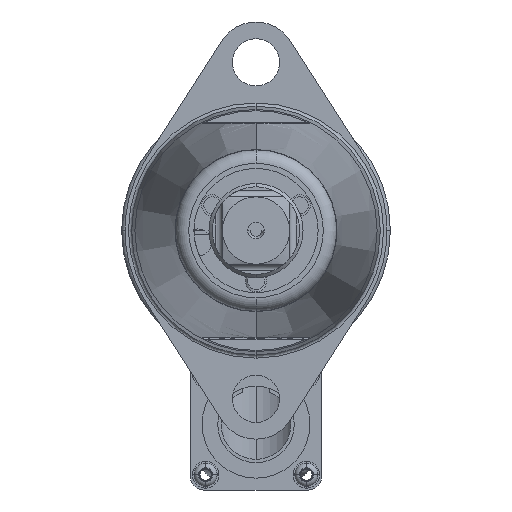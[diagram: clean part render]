
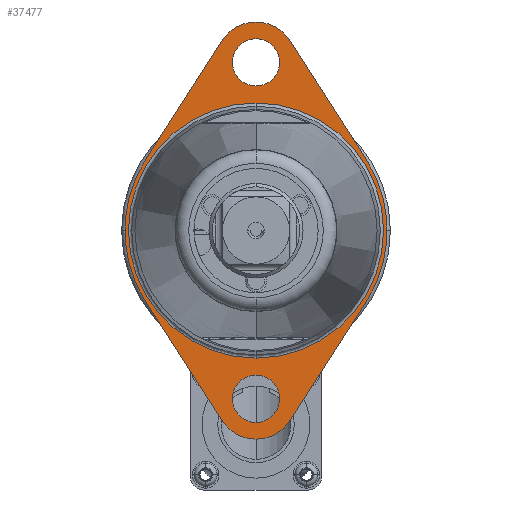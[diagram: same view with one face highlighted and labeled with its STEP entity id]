
A CAD part, left-side view. The second image highlights one B-rep face of the part: STEP entity #37477.
In plain terms, the highlighted planar face has unit normal (-1, 0, 0).
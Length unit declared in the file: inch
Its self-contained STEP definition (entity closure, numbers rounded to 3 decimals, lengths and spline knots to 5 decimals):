
#35615=CARTESIAN_POINT('',(-12.794,0.005,-1.5625));
#35616=DIRECTION('',(-1.,0.,0.));
#35617=DIRECTION('',(0.,0.842,-0.54));
#35618=AXIS2_PLACEMENT_3D('',#35615,#35616,#35617);
#35620=DIRECTION('',(0.,-0.54,-0.842));
#35621=VECTOR('',#35620,1.31494);
#35622=CARTESIAN_POINT('',(-12.794,1.03086,-0.65846));
#35623=LINE('',#35622,#35621);
#35624=CARTESIAN_POINT('',(-12.794,0.005,0.));
#35625=DIRECTION('',(-1.,0.,0.));
#35626=DIRECTION('',(0.,0.842,0.54));
#35627=AXIS2_PLACEMENT_3D('',#35624,#35625,#35626);
#35629=DIRECTION('',(0.,0.54,-0.842));
#35630=VECTOR('',#35629,1.31494);
#35631=CARTESIAN_POINT('',(-12.794,0.32059,1.76506));
#35632=LINE('',#35631,#35630);
#35633=CARTESIAN_POINT('',(-12.794,0.005,1.5625));
#35634=DIRECTION('',(-1.,0.,0.));
#35635=DIRECTION('',(0.,-0.842,0.54));
#35636=AXIS2_PLACEMENT_3D('',#35633,#35634,#35635);
#35638=DIRECTION('',(0.,0.54,0.842));
#35639=VECTOR('',#35638,1.31494);
#35640=CARTESIAN_POINT('',(-12.794,-1.02086,0.65846));
#35641=LINE('',#35640,#35639);
#35642=CARTESIAN_POINT('',(-12.794,0.005,0.));
#35643=DIRECTION('',(-1.,0.,0.));
#35644=DIRECTION('',(0.,-0.842,-0.54));
#35645=AXIS2_PLACEMENT_3D('',#35642,#35643,#35644);
#35647=DIRECTION('',(0.,-0.54,0.842));
#35648=VECTOR('',#35647,1.31494);
#35649=CARTESIAN_POINT('',(-12.794,-0.31059,-1.76506));
#35650=LINE('',#35649,#35648);
#35651=CARTESIAN_POINT('',(-12.794,0.005,-1.5625));
#35652=DIRECTION('',(-1.,0.,0.));
#35653=DIRECTION('',(0.,0.,1.));
#35654=AXIS2_PLACEMENT_3D('',#35651,#35652,#35653);
#35656=CARTESIAN_POINT('',(-12.794,0.005,-1.5625));
#35657=DIRECTION('',(-1.,0.,0.));
#35658=DIRECTION('',(0.,0.,-1.));
#35659=AXIS2_PLACEMENT_3D('',#35656,#35657,#35658);
#35661=CARTESIAN_POINT('',(-12.794,0.005,1.5625));
#35662=DIRECTION('',(-1.,0.,0.));
#35663=DIRECTION('',(0.,0.,1.));
#35664=AXIS2_PLACEMENT_3D('',#35661,#35662,#35663);
#35666=CARTESIAN_POINT('',(-12.794,0.005,1.5625));
#35667=DIRECTION('',(-1.,0.,0.));
#35668=DIRECTION('',(0.,0.,-1.));
#35669=AXIS2_PLACEMENT_3D('',#35666,#35667,#35668);
#35671=CARTESIAN_POINT('',(-12.794,0.005,0.));
#35672=DIRECTION('',(-1.,0.,0.));
#35673=DIRECTION('',(0.,0.,1.));
#35674=AXIS2_PLACEMENT_3D('',#35671,#35672,#35673);
#35686=CARTESIAN_POINT('',(-12.794,0.005,0.));
#35687=DIRECTION('',(-1.,0.,0.));
#35688=DIRECTION('',(0.,0.,-1.));
#35689=AXIS2_PLACEMENT_3D('',#35686,#35687,#35688);
#35776=CARTESIAN_POINT('',(-12.794,0.32059,-1.76506));
#35777=CARTESIAN_POINT('',(-12.794,-0.31059,-1.76506));
#35778=VERTEX_POINT('',#35776);
#35779=VERTEX_POINT('',#35777);
#35780=CARTESIAN_POINT('',(-12.794,-1.02086,-0.65846));
#35781=VERTEX_POINT('',#35780);
#35782=CARTESIAN_POINT('',(-12.794,-1.02086,0.65846));
#35783=VERTEX_POINT('',#35782);
#35784=CARTESIAN_POINT('',(-12.794,-0.31059,1.76506));
#35785=VERTEX_POINT('',#35784);
#35786=CARTESIAN_POINT('',(-12.794,0.32059,1.76506));
#35787=VERTEX_POINT('',#35786);
#35788=CARTESIAN_POINT('',(-12.794,1.03086,0.65846));
#35789=VERTEX_POINT('',#35788);
#35790=CARTESIAN_POINT('',(-12.794,1.03086,-0.65846));
#35791=VERTEX_POINT('',#35790);
#35792=CARTESIAN_POINT('',(-12.794,0.005,1.343));
#35793=CARTESIAN_POINT('',(-12.794,0.005,1.782));
#35794=VERTEX_POINT('',#35792);
#35795=VERTEX_POINT('',#35793);
#35796=CARTESIAN_POINT('',(-12.794,0.005,-1.343));
#35797=CARTESIAN_POINT('',(-12.794,0.005,-1.782));
#35798=VERTEX_POINT('',#35796);
#35799=VERTEX_POINT('',#35797);
#35816=CARTESIAN_POINT('',(-12.794,0.005,1.185));
#35817=CARTESIAN_POINT('',(-12.794,0.005,-1.185));
#35818=VERTEX_POINT('',#35816);
#35819=VERTEX_POINT('',#35817);
#37444=CARTESIAN_POINT('',(-12.794,0.005,0.));
#37445=DIRECTION('',(-1.,0.,0.));
#37446=DIRECTION('',(0.,1.,0.));
#37447=AXIS2_PLACEMENT_3D('',#37444,#37445,#37446);
#37448=PLANE('',#37447);
#37449=ORIENTED_EDGE('',*,*,#37340,.F.);
#37450=ORIENTED_EDGE('',*,*,#37355,.F.);
#37451=ORIENTED_EDGE('',*,*,#37369,.F.);
#37452=ORIENTED_EDGE('',*,*,#37383,.F.);
#37453=ORIENTED_EDGE('',*,*,#37397,.F.);
#37454=ORIENTED_EDGE('',*,*,#37411,.F.);
#37455=ORIENTED_EDGE('',*,*,#37425,.F.);
#37456=ORIENTED_EDGE('',*,*,#37438,.F.);
#37457=EDGE_LOOP('',(#37449,#37450,#37451,#37452,#37453,#37454,#37455,#37456));
#37458=FACE_OUTER_BOUND('',#37457,.F.);
#37460=ORIENTED_EDGE('',*,*,#37459,.T.);
#37462=ORIENTED_EDGE('',*,*,#37461,.T.);
#37463=EDGE_LOOP('',(#37460,#37462));
#37464=FACE_BOUND('',#37463,.F.);
#37466=ORIENTED_EDGE('',*,*,#37465,.T.);
#37468=ORIENTED_EDGE('',*,*,#37467,.T.);
#37469=EDGE_LOOP('',(#37466,#37468));
#37470=FACE_BOUND('',#37469,.F.);
#37472=ORIENTED_EDGE('',*,*,#37471,.T.);
#37474=ORIENTED_EDGE('',*,*,#37473,.T.);
#37475=EDGE_LOOP('',(#37472,#37474));
#37476=FACE_BOUND('',#37475,.F.);
#37477=ADVANCED_FACE('',(#37458,#37464,#37470,#37476),#37448,.T.);
#35619=CIRCLE('',#35618,0.375);
#35628=CIRCLE('',#35627,1.219);
#35637=CIRCLE('',#35636,0.375);
#35646=CIRCLE('',#35645,1.219);
#35655=CIRCLE('',#35654,0.2195);
#35660=CIRCLE('',#35659,0.2195);
#35665=CIRCLE('',#35664,0.2195);
#35670=CIRCLE('',#35669,0.2195);
#35675=CIRCLE('',#35674,1.185);
#35690=CIRCLE('',#35689,1.185);
#37340=EDGE_CURVE('',#35778,#35779,#35619,.T.);
#37355=EDGE_CURVE('',#35791,#35778,#35623,.T.);
#37369=EDGE_CURVE('',#35789,#35791,#35628,.T.);
#37383=EDGE_CURVE('',#35787,#35789,#35632,.T.);
#37397=EDGE_CURVE('',#35785,#35787,#35637,.T.);
#37411=EDGE_CURVE('',#35783,#35785,#35641,.T.);
#37425=EDGE_CURVE('',#35781,#35783,#35646,.T.);
#37438=EDGE_CURVE('',#35779,#35781,#35650,.T.);
#37459=EDGE_CURVE('',#35798,#35799,#35655,.T.);
#37461=EDGE_CURVE('',#35799,#35798,#35660,.T.);
#37465=EDGE_CURVE('',#35795,#35794,#35665,.T.);
#37467=EDGE_CURVE('',#35794,#35795,#35670,.T.);
#37471=EDGE_CURVE('',#35818,#35819,#35675,.T.);
#37473=EDGE_CURVE('',#35819,#35818,#35690,.T.);
